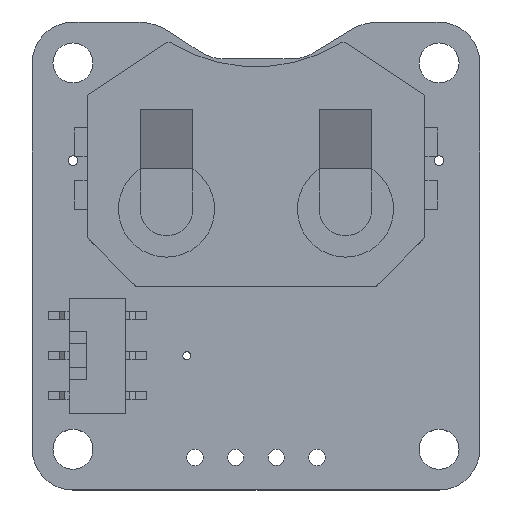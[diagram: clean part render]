
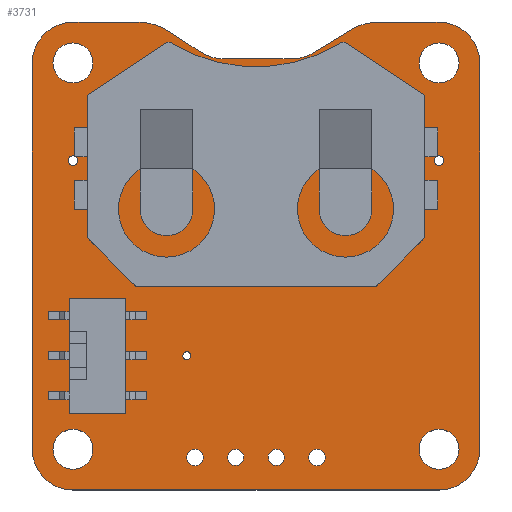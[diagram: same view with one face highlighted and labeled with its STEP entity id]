
A CAD part, top view. The second image highlights one B-rep face of the part: STEP entity #3731.
In plain terms, the highlighted planar face has unit normal (0, 0, 1).
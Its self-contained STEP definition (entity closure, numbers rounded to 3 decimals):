
#41=FACE_BOUND('',#469,.T.);
#42=FACE_BOUND('',#470,.T.);
#43=FACE_BOUND('',#471,.T.);
#44=FACE_BOUND('',#472,.T.);
#45=FACE_BOUND('',#473,.T.);
#46=FACE_BOUND('',#474,.T.);
#47=FACE_BOUND('',#475,.T.);
#48=FACE_BOUND('',#476,.T.);
#49=FACE_BOUND('',#477,.T.);
#50=FACE_BOUND('',#478,.T.);
#51=FACE_BOUND('',#479,.T.);
#52=FACE_BOUND('',#480,.T.);
#53=FACE_BOUND('',#481,.T.);
#81=PLANE('',#4026);
#261=FACE_OUTER_BOUND('',#468,.T.);
#468=EDGE_LOOP('',(#2671,#2672,#2673,#2674,#2675,#2676,#2677,#2678,#2679,
#2680,#2681,#2682,#2683,#2684,#2685,#2686));
#469=EDGE_LOOP('',(#2687));
#470=EDGE_LOOP('',(#2688));
#471=EDGE_LOOP('',(#2689));
#472=EDGE_LOOP('',(#2690));
#473=EDGE_LOOP('',(#2691));
#474=EDGE_LOOP('',(#2692));
#475=EDGE_LOOP('',(#2693));
#476=EDGE_LOOP('',(#2694));
#477=EDGE_LOOP('',(#2695));
#478=EDGE_LOOP('',(#2696));
#479=EDGE_LOOP('',(#2697));
#480=EDGE_LOOP('',(#2698));
#481=EDGE_LOOP('',(#2699));
#693=LINE('',#5409,#1138);
#697=LINE('',#5421,#1142);
#701=LINE('',#5433,#1146);
#705=LINE('',#5445,#1150);
#709=LINE('',#5457,#1154);
#713=LINE('',#5469,#1158);
#717=LINE('',#5481,#1162);
#721=LINE('',#5493,#1166);
#1138=VECTOR('',#4360,10.);
#1142=VECTOR('',#4372,10.);
#1146=VECTOR('',#4384,10.);
#1150=VECTOR('',#4396,10.);
#1154=VECTOR('',#4408,10.);
#1158=VECTOR('',#4420,10.);
#1162=VECTOR('',#4432,10.);
#1166=VECTOR('',#4444,10.);
#1569=CIRCLE('',#3957,0.5);
#1571=CIRCLE('',#3960,0.508);
#1573=CIRCLE('',#3963,0.508);
#1575=CIRCLE('',#3966,1.25);
#1577=CIRCLE('',#3969,1.25);
#1579=CIRCLE('',#3972,0.25);
#1581=CIRCLE('',#3975,0.3);
#1583=CIRCLE('',#3978,1.25);
#1585=CIRCLE('',#3981,1.25);
#1587=CIRCLE('',#3984,0.3);
#1589=CIRCLE('',#3987,0.508);
#1591=CIRCLE('',#3990,0.508);
#1593=CIRCLE('',#3993,0.5);
#1595=CIRCLE('',#3997,2.54);
#1597=CIRCLE('',#4001,2.54);
#1599=CIRCLE('',#4005,3.857);
#1601=CIRCLE('',#4009,2.541);
#1603=CIRCLE('',#4013,2.539);
#1605=CIRCLE('',#4017,3.362);
#1607=CIRCLE('',#4021,2.54);
#1609=CIRCLE('',#4025,2.54);
#1663=VERTEX_POINT('',#5327);
#1665=VERTEX_POINT('',#5333);
#1667=VERTEX_POINT('',#5339);
#1669=VERTEX_POINT('',#5345);
#1671=VERTEX_POINT('',#5351);
#1673=VERTEX_POINT('',#5357);
#1675=VERTEX_POINT('',#5363);
#1677=VERTEX_POINT('',#5369);
#1679=VERTEX_POINT('',#5375);
#1681=VERTEX_POINT('',#5381);
#1683=VERTEX_POINT('',#5387);
#1685=VERTEX_POINT('',#5393);
#1687=VERTEX_POINT('',#5399);
#1690=VERTEX_POINT('',#5406);
#1691=VERTEX_POINT('',#5408);
#1693=VERTEX_POINT('',#5414);
#1695=VERTEX_POINT('',#5420);
#1697=VERTEX_POINT('',#5426);
#1699=VERTEX_POINT('',#5432);
#1701=VERTEX_POINT('',#5438);
#1703=VERTEX_POINT('',#5444);
#1705=VERTEX_POINT('',#5450);
#1707=VERTEX_POINT('',#5456);
#1709=VERTEX_POINT('',#5462);
#1711=VERTEX_POINT('',#5468);
#1713=VERTEX_POINT('',#5474);
#1715=VERTEX_POINT('',#5480);
#1717=VERTEX_POINT('',#5486);
#1719=VERTEX_POINT('',#5492);
#2018=EDGE_CURVE('',#1663,#1663,#1569,.T.);
#2021=EDGE_CURVE('',#1665,#1665,#1571,.T.);
#2024=EDGE_CURVE('',#1667,#1667,#1573,.T.);
#2027=EDGE_CURVE('',#1669,#1669,#1575,.T.);
#2030=EDGE_CURVE('',#1671,#1671,#1577,.T.);
#2033=EDGE_CURVE('',#1673,#1673,#1579,.T.);
#2036=EDGE_CURVE('',#1675,#1675,#1581,.T.);
#2039=EDGE_CURVE('',#1677,#1677,#1583,.T.);
#2042=EDGE_CURVE('',#1679,#1679,#1585,.T.);
#2045=EDGE_CURVE('',#1681,#1681,#1587,.T.);
#2048=EDGE_CURVE('',#1683,#1683,#1589,.T.);
#2051=EDGE_CURVE('',#1685,#1685,#1591,.T.);
#2054=EDGE_CURVE('',#1687,#1687,#1593,.T.);
#2057=EDGE_CURVE('',#1691,#1690,#693,.T.);
#2060=EDGE_CURVE('',#1693,#1691,#1595,.T.);
#2063=EDGE_CURVE('',#1695,#1693,#697,.T.);
#2066=EDGE_CURVE('',#1697,#1695,#1597,.T.);
#2069=EDGE_CURVE('',#1699,#1697,#701,.T.);
#2072=EDGE_CURVE('',#1701,#1699,#1599,.T.);
#2075=EDGE_CURVE('',#1703,#1701,#705,.T.);
#2078=EDGE_CURVE('',#1705,#1703,#1601,.T.);
#2081=EDGE_CURVE('',#1707,#1705,#709,.T.);
#2084=EDGE_CURVE('',#1709,#1707,#1603,.T.);
#2087=EDGE_CURVE('',#1711,#1709,#713,.T.);
#2090=EDGE_CURVE('',#1713,#1711,#1605,.T.);
#2093=EDGE_CURVE('',#1715,#1713,#717,.T.);
#2096=EDGE_CURVE('',#1717,#1715,#1607,.T.);
#2099=EDGE_CURVE('',#1719,#1717,#721,.T.);
#2102=EDGE_CURVE('',#1690,#1719,#1609,.T.);
#2671=ORIENTED_EDGE('',*,*,#2102,.T.);
#2672=ORIENTED_EDGE('',*,*,#2099,.T.);
#2673=ORIENTED_EDGE('',*,*,#2096,.T.);
#2674=ORIENTED_EDGE('',*,*,#2093,.T.);
#2675=ORIENTED_EDGE('',*,*,#2090,.T.);
#2676=ORIENTED_EDGE('',*,*,#2087,.T.);
#2677=ORIENTED_EDGE('',*,*,#2084,.T.);
#2678=ORIENTED_EDGE('',*,*,#2081,.T.);
#2679=ORIENTED_EDGE('',*,*,#2078,.T.);
#2680=ORIENTED_EDGE('',*,*,#2075,.T.);
#2681=ORIENTED_EDGE('',*,*,#2072,.T.);
#2682=ORIENTED_EDGE('',*,*,#2069,.T.);
#2683=ORIENTED_EDGE('',*,*,#2066,.T.);
#2684=ORIENTED_EDGE('',*,*,#2063,.T.);
#2685=ORIENTED_EDGE('',*,*,#2060,.T.);
#2686=ORIENTED_EDGE('',*,*,#2057,.T.);
#2687=ORIENTED_EDGE('',*,*,#2018,.T.);
#2688=ORIENTED_EDGE('',*,*,#2021,.T.);
#2689=ORIENTED_EDGE('',*,*,#2024,.T.);
#2690=ORIENTED_EDGE('',*,*,#2027,.T.);
#2691=ORIENTED_EDGE('',*,*,#2030,.T.);
#2692=ORIENTED_EDGE('',*,*,#2033,.T.);
#2693=ORIENTED_EDGE('',*,*,#2036,.T.);
#2694=ORIENTED_EDGE('',*,*,#2039,.T.);
#2695=ORIENTED_EDGE('',*,*,#2042,.T.);
#2696=ORIENTED_EDGE('',*,*,#2045,.T.);
#2697=ORIENTED_EDGE('',*,*,#2048,.T.);
#2698=ORIENTED_EDGE('',*,*,#2051,.T.);
#2699=ORIENTED_EDGE('',*,*,#2054,.T.);
#3731=ADVANCED_FACE('',(#261,#41,#42,#43,#44,#45,#46,#47,#48,#49,#50,#51,
#52,#53),#81,.T.);
#3957=AXIS2_PLACEMENT_3D('',#5329,#4270,#4271);
#3960=AXIS2_PLACEMENT_3D('',#5335,#4277,#4278);
#3963=AXIS2_PLACEMENT_3D('',#5341,#4284,#4285);
#3966=AXIS2_PLACEMENT_3D('',#5347,#4291,#4292);
#3969=AXIS2_PLACEMENT_3D('',#5353,#4298,#4299);
#3972=AXIS2_PLACEMENT_3D('',#5359,#4305,#4306);
#3975=AXIS2_PLACEMENT_3D('',#5365,#4312,#4313);
#3978=AXIS2_PLACEMENT_3D('',#5371,#4319,#4320);
#3981=AXIS2_PLACEMENT_3D('',#5377,#4326,#4327);
#3984=AXIS2_PLACEMENT_3D('',#5383,#4333,#4334);
#3987=AXIS2_PLACEMENT_3D('',#5389,#4340,#4341);
#3990=AXIS2_PLACEMENT_3D('',#5395,#4347,#4348);
#3993=AXIS2_PLACEMENT_3D('',#5401,#4354,#4355);
#3997=AXIS2_PLACEMENT_3D('',#5415,#4366,#4367);
#4001=AXIS2_PLACEMENT_3D('',#5427,#4378,#4379);
#4005=AXIS2_PLACEMENT_3D('',#5439,#4390,#4391);
#4009=AXIS2_PLACEMENT_3D('',#5451,#4402,#4403);
#4013=AXIS2_PLACEMENT_3D('',#5463,#4414,#4415);
#4017=AXIS2_PLACEMENT_3D('',#5475,#4426,#4427);
#4021=AXIS2_PLACEMENT_3D('',#5487,#4438,#4439);
#4025=AXIS2_PLACEMENT_3D('',#5497,#4450,#4451);
#4026=AXIS2_PLACEMENT_3D('',#5498,#4452,#4453);
#4270=DIRECTION('center_axis',(0.,0.,-1.));
#4271=DIRECTION('ref_axis',(1.,0.,0.));
#4277=DIRECTION('center_axis',(0.,0.,-1.));
#4278=DIRECTION('ref_axis',(1.,0.,0.));
#4284=DIRECTION('center_axis',(0.,0.,-1.));
#4285=DIRECTION('ref_axis',(1.,0.,0.));
#4291=DIRECTION('center_axis',(0.,0.,-1.));
#4292=DIRECTION('ref_axis',(1.,0.,0.));
#4298=DIRECTION('center_axis',(0.,0.,-1.));
#4299=DIRECTION('ref_axis',(1.,0.,0.));
#4305=DIRECTION('center_axis',(0.,0.,-1.));
#4306=DIRECTION('ref_axis',(1.,0.,0.));
#4312=DIRECTION('center_axis',(0.,0.,-1.));
#4313=DIRECTION('ref_axis',(1.,0.,0.));
#4319=DIRECTION('center_axis',(0.,0.,-1.));
#4320=DIRECTION('ref_axis',(1.,0.,0.));
#4326=DIRECTION('center_axis',(0.,0.,-1.));
#4327=DIRECTION('ref_axis',(1.,0.,0.));
#4333=DIRECTION('center_axis',(0.,0.,-1.));
#4334=DIRECTION('ref_axis',(1.,0.,0.));
#4340=DIRECTION('center_axis',(0.,0.,-1.));
#4341=DIRECTION('ref_axis',(1.,0.,0.));
#4347=DIRECTION('center_axis',(0.,0.,-1.));
#4348=DIRECTION('ref_axis',(1.,0.,0.));
#4354=DIRECTION('center_axis',(0.,0.,-1.));
#4355=DIRECTION('ref_axis',(1.,0.,0.));
#4360=DIRECTION('',(1.,0.,0.));
#4366=DIRECTION('center_axis',(0.,0.,1.));
#4367=DIRECTION('ref_axis',(-1.,0.,0.));
#4372=DIRECTION('',(0.,-1.,0.));
#4378=DIRECTION('center_axis',(0.,0.,1.));
#4379=DIRECTION('ref_axis',(0.,1.,0.));
#4384=DIRECTION('',(-1.,0.,0.));
#4390=DIRECTION('center_axis',(0.,0.,1.));
#4391=DIRECTION('ref_axis',(0.455,0.891,0.));
#4396=DIRECTION('',(-0.841,0.541,0.));
#4402=DIRECTION('center_axis',(0.,0.,-1.));
#4403=DIRECTION('ref_axis',(-0.54,-0.841,0.));
#4408=DIRECTION('',(-1.,0.,0.));
#4414=DIRECTION('center_axis',(0.,0.,-1.));
#4415=DIRECTION('ref_axis',(0.,-1.,0.));
#4420=DIRECTION('',(-0.852,-0.523,0.));
#4426=DIRECTION('center_axis',(0.,0.,1.));
#4427=DIRECTION('ref_axis',(0.075,0.997,0.));
#4432=DIRECTION('',(-1.,0.,0.));
#4438=DIRECTION('center_axis',(0.,0.,1.));
#4439=DIRECTION('ref_axis',(1.,0.,0.));
#4444=DIRECTION('',(0.,1.,0.));
#4450=DIRECTION('center_axis',(0.,0.,1.));
#4451=DIRECTION('ref_axis',(0.,-1.,0.));
#4452=DIRECTION('center_axis',(0.,0.,1.));
#4453=DIRECTION('ref_axis',(1.,0.,0.));
#5327=CARTESIAN_POINT('',(3.564,6.882,1.57));
#5329=CARTESIAN_POINT('Origin',(4.064,6.882,1.57));
#5333=CARTESIAN_POINT('',(12.192,2.032,1.57));
#5335=CARTESIAN_POINT('Origin',(12.7,2.032,1.57));
#5339=CARTESIAN_POINT('',(17.272,2.032,1.57));
#5341=CARTESIAN_POINT('Origin',(17.78,2.032,1.57));
#5345=CARTESIAN_POINT('',(24.15,2.54,1.57));
#5347=CARTESIAN_POINT('Origin',(25.4,2.54,1.57));
#5351=CARTESIAN_POINT('',(24.15,26.67,1.57));
#5353=CARTESIAN_POINT('Origin',(25.4,26.67,1.57));
#5357=CARTESIAN_POINT('',(9.402,8.382,1.57));
#5359=CARTESIAN_POINT('Origin',(9.652,8.382,1.57));
#5363=CARTESIAN_POINT('',(2.24,20.574,1.57));
#5365=CARTESIAN_POINT('Origin',(2.54,20.574,1.57));
#5369=CARTESIAN_POINT('',(1.29,26.67,1.57));
#5371=CARTESIAN_POINT('Origin',(2.54,26.67,1.57));
#5375=CARTESIAN_POINT('',(1.29,2.54,1.57));
#5377=CARTESIAN_POINT('Origin',(2.54,2.54,1.57));
#5381=CARTESIAN_POINT('',(25.1,20.574,1.57));
#5383=CARTESIAN_POINT('Origin',(25.4,20.574,1.57));
#5387=CARTESIAN_POINT('',(14.732,2.032,1.57));
#5389=CARTESIAN_POINT('Origin',(15.24,2.032,1.57));
#5393=CARTESIAN_POINT('',(9.652,2.032,1.57));
#5395=CARTESIAN_POINT('Origin',(10.16,2.032,1.57));
#5399=CARTESIAN_POINT('',(3.564,9.882,1.57));
#5401=CARTESIAN_POINT('Origin',(4.064,9.882,1.57));
#5406=CARTESIAN_POINT('',(25.4,0.,1.57));
#5408=CARTESIAN_POINT('',(2.54,0.,1.57));
#5409=CARTESIAN_POINT('',(25.4,0.,1.57));
#5414=CARTESIAN_POINT('',(0.,2.54,1.57));
#5415=CARTESIAN_POINT('Origin',(2.54,2.54,1.57));
#5420=CARTESIAN_POINT('',(0.,26.67,1.57));
#5421=CARTESIAN_POINT('',(0.,2.54,1.57));
#5426=CARTESIAN_POINT('',(2.54,29.21,1.57));
#5427=CARTESIAN_POINT('Origin',(2.54,26.67,1.57));
#5432=CARTESIAN_POINT('',(6.112,29.21,1.57));
#5433=CARTESIAN_POINT('',(2.54,29.21,1.57));
#5438=CARTESIAN_POINT('',(8.248,28.807,1.57));
#5439=CARTESIAN_POINT('Origin',(6.494,25.372,1.57));
#5444=CARTESIAN_POINT('',(10.548,27.327,1.57));
#5445=CARTESIAN_POINT('',(8.248,28.807,1.57));
#5450=CARTESIAN_POINT('',(11.922,26.924,1.57));
#5451=CARTESIAN_POINT('Origin',(11.921,29.465,1.57));
#5456=CARTESIAN_POINT('',(16.225,26.924,1.57));
#5457=CARTESIAN_POINT('',(11.922,26.924,1.57));
#5462=CARTESIAN_POINT('',(17.67,27.376,1.57));
#5463=CARTESIAN_POINT('Origin',(16.224,29.463,1.57));
#5468=CARTESIAN_POINT('',(19.922,28.758,1.57));
#5469=CARTESIAN_POINT('',(17.67,27.376,1.57));
#5474=CARTESIAN_POINT('',(21.875,29.21,1.57));
#5475=CARTESIAN_POINT('Origin',(21.622,25.858,1.57));
#5480=CARTESIAN_POINT('',(25.4,29.21,1.57));
#5481=CARTESIAN_POINT('',(21.875,29.21,1.57));
#5486=CARTESIAN_POINT('',(27.94,26.67,1.57));
#5487=CARTESIAN_POINT('Origin',(25.4,26.67,1.57));
#5492=CARTESIAN_POINT('',(27.94,2.54,1.57));
#5493=CARTESIAN_POINT('',(27.94,26.67,1.57));
#5497=CARTESIAN_POINT('Origin',(25.4,2.54,1.57));
#5498=CARTESIAN_POINT('Origin',(13.97,14.614,1.57));
